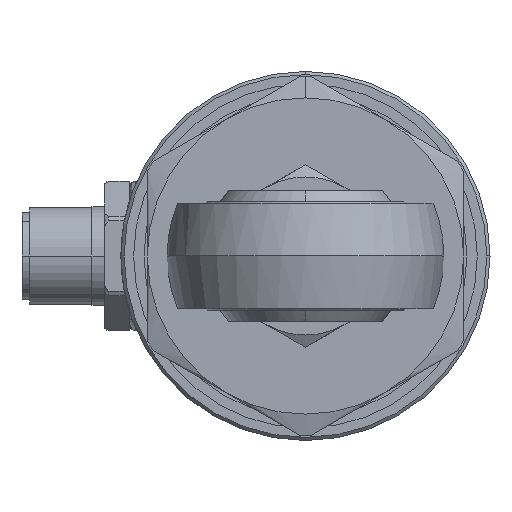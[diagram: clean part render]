
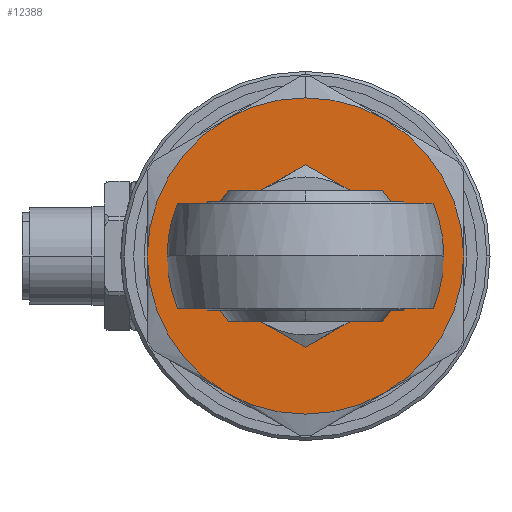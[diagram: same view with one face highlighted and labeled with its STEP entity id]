
A CAD part, left-side view. The second image highlights one B-rep face of the part: STEP entity #12388.
In plain terms, the highlighted planar face has unit normal (-1, 0, 0).
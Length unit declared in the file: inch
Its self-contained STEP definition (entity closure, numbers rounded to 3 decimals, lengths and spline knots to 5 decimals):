
#91 = DIRECTION ( 'NONE',  ( -1., 0., 0. ) ) ;
#198 = DIRECTION ( 'NONE',  ( 0., 0., -1. ) ) ;
#330 = VERTEX_POINT ( 'NONE', #39454 ) ;
#1070 = CIRCLE ( 'NONE', #19148, 0.75 ) ;
#1996 = EDGE_CURVE ( 'NONE', #36617, #330, #13674, .T. ) ;
#2535 = CARTESIAN_POINT ( 'NONE',  ( -0.69, 0., 0. ) ) ;
#3901 = ORIENTED_EDGE ( 'NONE', *, *, #13143, .F. ) ;
#5223 = DIRECTION ( 'NONE',  ( 0., 0., -1. ) ) ;
#6487 = EDGE_CURVE ( 'NONE', #39749, #46238, #1070, .T. ) ;
#6567 = DIRECTION ( 'NONE',  ( 1., 0., 0. ) ) ;
#6815 = VERTEX_POINT ( 'NONE', #46428 ) ;
#7450 = VERTEX_POINT ( 'NONE', #21222 ) ;
#8578 = EDGE_CURVE ( 'NONE', #330, #39749, #40192, .T. ) ;
#9529 = CARTESIAN_POINT ( 'NONE',  ( -0.69, 0., 0. ) ) ;
#11017 = DIRECTION ( 'NONE',  ( 1., 0., 0. ) ) ;
#12388 = ADVANCED_FACE ( 'NONE', ( #45120, #19989 ), #16443, .F. ) ;
#12436 = DIRECTION ( 'NONE',  ( 1., 0., 0. ) ) ;
#12683 = CIRCLE ( 'NONE', #26187, 0.75 ) ;
#13060 = CARTESIAN_POINT ( 'NONE',  ( -0.69, 0.375, 0.64952 ) ) ;
#13127 = AXIS2_PLACEMENT_3D ( 'NONE', #46070, #11017, #42761 ) ;
#13143 = EDGE_CURVE ( 'NONE', #46238, #7450, #12683, .T. ) ;
#13554 = DIRECTION ( 'NONE',  ( 0., 0., -1. ) ) ;
#13674 = CIRCLE ( 'NONE', #45969, 0.75 ) ;
#13827 = AXIS2_PLACEMENT_3D ( 'NONE', #39414, #24387, #31225 ) ;
#14703 = DIRECTION ( 'NONE',  ( 0., 0., 1. ) ) ;
#14757 = ORIENTED_EDGE ( 'NONE', *, *, #20203, .F. ) ;
#15507 = ORIENTED_EDGE ( 'NONE', *, *, #19247, .F. ) ;
#16088 = CIRCLE ( 'NONE', #13827, 0.25655 ) ;
#16443 = PLANE ( 'NONE',  #45686 ) ;
#17558 = DIRECTION ( 'NONE',  ( 1., 0., 0. ) ) ;
#18055 = ORIENTED_EDGE ( 'NONE', *, *, #35372, .F. ) ;
#18168 = EDGE_CURVE ( 'NONE', #29800, #6815, #40835, .T. ) ;
#19148 = AXIS2_PLACEMENT_3D ( 'NONE', #9529, #23887, #20822 ) ;
#19247 = EDGE_CURVE ( 'NONE', #7450, #29285, #40895, .T. ) ;
#19258 = EDGE_CURVE ( 'NONE', #6815, #29800, #16088, .T. ) ;
#19427 = EDGE_LOOP ( 'NONE', ( #25235, #25365, #38882, #14757, #18055, #15507, #3901 ) ) ;
#19523 = DIRECTION ( 'NONE',  ( 0., 0., -1. ) ) ;
#19864 = AXIS2_PLACEMENT_3D ( 'NONE', #21331, #17558, #13554 ) ;
#19989 = FACE_BOUND ( 'NONE', #27446, .T. ) ;
#20195 = CARTESIAN_POINT ( 'NONE',  ( -0.69, 0., 0. ) ) ;
#20203 = EDGE_CURVE ( 'NONE', #39614, #36617, #40133, .T. ) ;
#20822 = DIRECTION ( 'NONE',  ( 0., 0., -1. ) ) ;
#21222 = CARTESIAN_POINT ( 'NONE',  ( -0.69, 0.375, -0.64952 ) ) ;
#21331 = CARTESIAN_POINT ( 'NONE',  ( -0.69, 0., 0. ) ) ;
#23394 = DIRECTION ( 'NONE',  ( 0., 0., -1. ) ) ;
#23887 = DIRECTION ( 'NONE',  ( 1., 0., 0. ) ) ;
#23960 = DIRECTION ( 'NONE',  ( 0., 0., -1. ) ) ;
#24387 = DIRECTION ( 'NONE',  ( -1., 0., 0. ) ) ;
#25235 = ORIENTED_EDGE ( 'NONE', *, *, #6487, .F. ) ;
#25365 = ORIENTED_EDGE ( 'NONE', *, *, #8578, .F. ) ;
#25630 = CARTESIAN_POINT ( 'NONE',  ( -0.69, -0.375, 0.64952 ) ) ;
#26046 = ORIENTED_EDGE ( 'NONE', *, *, #19258, .F. ) ;
#26187 = AXIS2_PLACEMENT_3D ( 'NONE', #27109, #37478, #5223 ) ;
#27109 = CARTESIAN_POINT ( 'NONE',  ( -0.69, 0., 0. ) ) ;
#27446 = EDGE_LOOP ( 'NONE', ( #29360, #26046 ) ) ;
#28183 = CARTESIAN_POINT ( 'NONE',  ( -0.69, 0., -0.75 ) ) ;
#29285 = VERTEX_POINT ( 'NONE', #36717 ) ;
#29360 = ORIENTED_EDGE ( 'NONE', *, *, #18168, .F. ) ;
#29760 = DIRECTION ( 'NONE',  ( 1., 0., 0. ) ) ;
#29800 = VERTEX_POINT ( 'NONE', #30600 ) ;
#30600 = CARTESIAN_POINT ( 'NONE',  ( -0.69, 0., 0.25655 ) ) ;
#31225 = DIRECTION ( 'NONE',  ( 0., 0., 1. ) ) ;
#34082 = DIRECTION ( 'NONE',  ( 1., 0., 0. ) ) ;
#34768 = CARTESIAN_POINT ( 'NONE',  ( -0.69, 0., 0. ) ) ;
#35122 = CIRCLE ( 'NONE', #44894, 0.75 ) ;
#35372 = EDGE_CURVE ( 'NONE', #29285, #39614, #35122, .T. ) ;
#36617 = VERTEX_POINT ( 'NONE', #25630 ) ;
#36717 = CARTESIAN_POINT ( 'NONE',  ( -0.69, 0.75, 0. ) ) ;
#37478 = DIRECTION ( 'NONE',  ( 1., 0., 0. ) ) ;
#37506 = CARTESIAN_POINT ( 'NONE',  ( -0.69, 0., 0. ) ) ;
#38598 = AXIS2_PLACEMENT_3D ( 'NONE', #2535, #91, #14703 ) ;
#38882 = ORIENTED_EDGE ( 'NONE', *, *, #1996, .F. ) ;
#39271 = CARTESIAN_POINT ( 'NONE',  ( -0.69, 0., 0. ) ) ;
#39414 = CARTESIAN_POINT ( 'NONE',  ( -0.69, 0., 0. ) ) ;
#39454 = CARTESIAN_POINT ( 'NONE',  ( -0.69, -0.75, 0. ) ) ;
#39608 = CARTESIAN_POINT ( 'NONE',  ( -0.69, -0.375, -0.64952 ) ) ;
#39614 = VERTEX_POINT ( 'NONE', #13060 ) ;
#39749 = VERTEX_POINT ( 'NONE', #39608 ) ;
#40133 = CIRCLE ( 'NONE', #13127, 0.75 ) ;
#40192 = CIRCLE ( 'NONE', #46211, 0.75 ) ;
#40835 = CIRCLE ( 'NONE', #38598, 0.25655 ) ;
#40895 = CIRCLE ( 'NONE', #19864, 0.75 ) ;
#42761 = DIRECTION ( 'NONE',  ( 0., 0., -1. ) ) ;
#44894 = AXIS2_PLACEMENT_3D ( 'NONE', #39271, #6567, #198 ) ;
#45120 = FACE_OUTER_BOUND ( 'NONE', #19427, .T. ) ;
#45686 = AXIS2_PLACEMENT_3D ( 'NONE', #34768, #34082, #19523 ) ;
#45969 = AXIS2_PLACEMENT_3D ( 'NONE', #37506, #29760, #23394 ) ;
#46070 = CARTESIAN_POINT ( 'NONE',  ( -0.69, 0., 0. ) ) ;
#46211 = AXIS2_PLACEMENT_3D ( 'NONE', #20195, #12436, #23960 ) ;
#46238 = VERTEX_POINT ( 'NONE', #28183 ) ;
#46428 = CARTESIAN_POINT ( 'NONE',  ( -0.69, 0., -0.25655 ) ) ;
